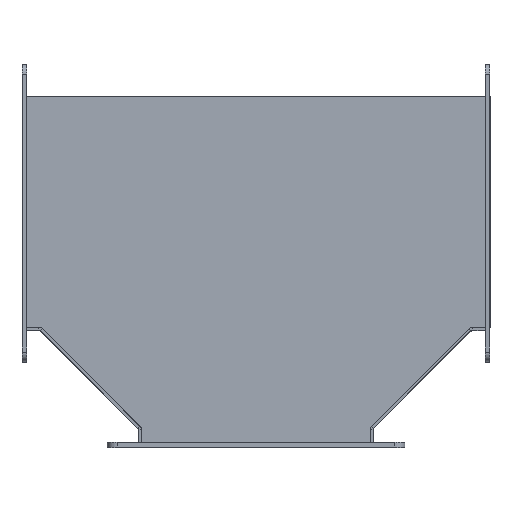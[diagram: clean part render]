
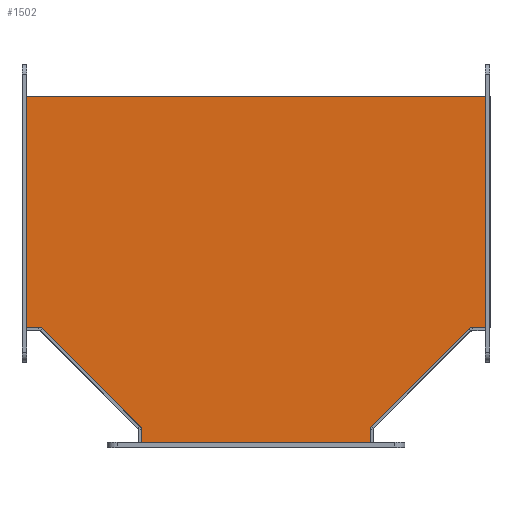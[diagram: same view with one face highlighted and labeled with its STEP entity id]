
A CAD part, top view. The second image highlights one B-rep face of the part: STEP entity #1502.
In plain terms, the highlighted planar face has unit normal (0, 0, 1).
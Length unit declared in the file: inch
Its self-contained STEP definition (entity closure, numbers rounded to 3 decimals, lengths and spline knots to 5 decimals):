
#134=PLANE('',#1634);
#214=FACE_OUTER_BOUND('',#320,.T.);
#320=EDGE_LOOP('',(#1307,#1308,#1309,#1310,#1311,#1312,#1313,#1314,#1315,
#1316));
#476=LINE('',#2386,#616);
#482=LINE('',#2398,#622);
#483=LINE('',#2401,#623);
#486=LINE('',#2407,#626);
#489=LINE('',#2412,#629);
#491=LINE('',#2416,#631);
#494=LINE('',#2422,#634);
#497=LINE('',#2428,#637);
#500=LINE('',#2434,#640);
#503=LINE('',#2439,#643);
#616=VECTOR('',#1988,0.5);
#622=VECTOR('',#1996,0.5);
#623=VECTOR('',#1999,5.926);
#626=VECTOR('',#2004,12.);
#629=VECTOR('',#2009,5.926);
#631=VECTOR('',#2013,3.64019);
#634=VECTOR('',#2018,0.5);
#637=VECTOR('',#2023,5.852);
#640=VECTOR('',#2028,0.5);
#643=VECTOR('',#2033,3.64019);
#746=VERTEX_POINT('',#2383);
#747=VERTEX_POINT('',#2385);
#750=VERTEX_POINT('',#2392);
#752=VERTEX_POINT('',#2396);
#753=VERTEX_POINT('',#2400);
#755=VERTEX_POINT('',#2406);
#757=VERTEX_POINT('',#2415);
#759=VERTEX_POINT('',#2421);
#761=VERTEX_POINT('',#2427);
#763=VERTEX_POINT('',#2433);
#920=EDGE_CURVE('',#746,#747,#476,.T.);
#926=EDGE_CURVE('',#752,#750,#482,.T.);
#927=EDGE_CURVE('',#747,#753,#483,.T.);
#930=EDGE_CURVE('',#753,#755,#486,.T.);
#933=EDGE_CURVE('',#755,#752,#489,.T.);
#935=EDGE_CURVE('',#750,#757,#491,.T.);
#938=EDGE_CURVE('',#757,#759,#494,.T.);
#941=EDGE_CURVE('',#759,#761,#497,.T.);
#944=EDGE_CURVE('',#761,#763,#500,.T.);
#947=EDGE_CURVE('',#763,#746,#503,.T.);
#1307=ORIENTED_EDGE('',*,*,#947,.F.);
#1308=ORIENTED_EDGE('',*,*,#944,.F.);
#1309=ORIENTED_EDGE('',*,*,#941,.F.);
#1310=ORIENTED_EDGE('',*,*,#938,.F.);
#1311=ORIENTED_EDGE('',*,*,#935,.F.);
#1312=ORIENTED_EDGE('',*,*,#926,.F.);
#1313=ORIENTED_EDGE('',*,*,#933,.F.);
#1314=ORIENTED_EDGE('',*,*,#930,.F.);
#1315=ORIENTED_EDGE('',*,*,#927,.F.);
#1316=ORIENTED_EDGE('',*,*,#920,.F.);
#1502=ADVANCED_FACE('',(#214),#134,.T.);
#1634=AXIS2_PLACEMENT_3D('',#2442,#2037,#2038);
#1988=DIRECTION('',(-1.,0.,0.));
#1996=DIRECTION('',(-1.,0.,0.));
#1999=DIRECTION('',(0.,1.,0.));
#2004=DIRECTION('',(1.,0.,0.));
#2009=DIRECTION('',(0.,-1.,0.));
#2013=DIRECTION('',(-0.707,-0.707,0.));
#2018=DIRECTION('',(0.,-1.,0.));
#2023=DIRECTION('',(-1.,0.,0.));
#2028=DIRECTION('',(0.,1.,0.));
#2033=DIRECTION('',(-0.707,0.707,0.));
#2037=DIRECTION('center_axis',(0.,0.,1.));
#2038=DIRECTION('ref_axis',(1.,0.,0.));
#2383=CARTESIAN_POINT('',(-5.5,-2.963,0.074));
#2385=CARTESIAN_POINT('',(-6.,-2.963,0.074));
#2386=CARTESIAN_POINT('',(-6.,-2.963,0.074));
#2392=CARTESIAN_POINT('',(5.5,-2.963,0.074));
#2396=CARTESIAN_POINT('',(6.,-2.963,0.074));
#2398=CARTESIAN_POINT('',(-6.,-2.963,0.074));
#2400=CARTESIAN_POINT('',(-6.,2.963,0.074));
#2401=CARTESIAN_POINT('',(-6.,2.963,0.074));
#2406=CARTESIAN_POINT('',(6.,2.963,0.074));
#2407=CARTESIAN_POINT('',(6.,2.963,0.074));
#2412=CARTESIAN_POINT('',(6.,-2.963,0.074));
#2415=CARTESIAN_POINT('',(2.926,-5.537,0.074));
#2416=CARTESIAN_POINT('',(2.926,-5.537,0.074));
#2421=CARTESIAN_POINT('',(2.926,-6.037,0.074));
#2422=CARTESIAN_POINT('',(2.926,-6.037,0.074));
#2427=CARTESIAN_POINT('',(-2.926,-6.037,0.074));
#2428=CARTESIAN_POINT('',(-2.926,-6.037,0.074));
#2433=CARTESIAN_POINT('',(-2.926,-5.537,0.074));
#2434=CARTESIAN_POINT('',(-2.926,-5.537,0.074));
#2439=CARTESIAN_POINT('',(-5.5,-2.963,0.074));
#2442=CARTESIAN_POINT('Origin',(0.,-4.16396,
0.074));
